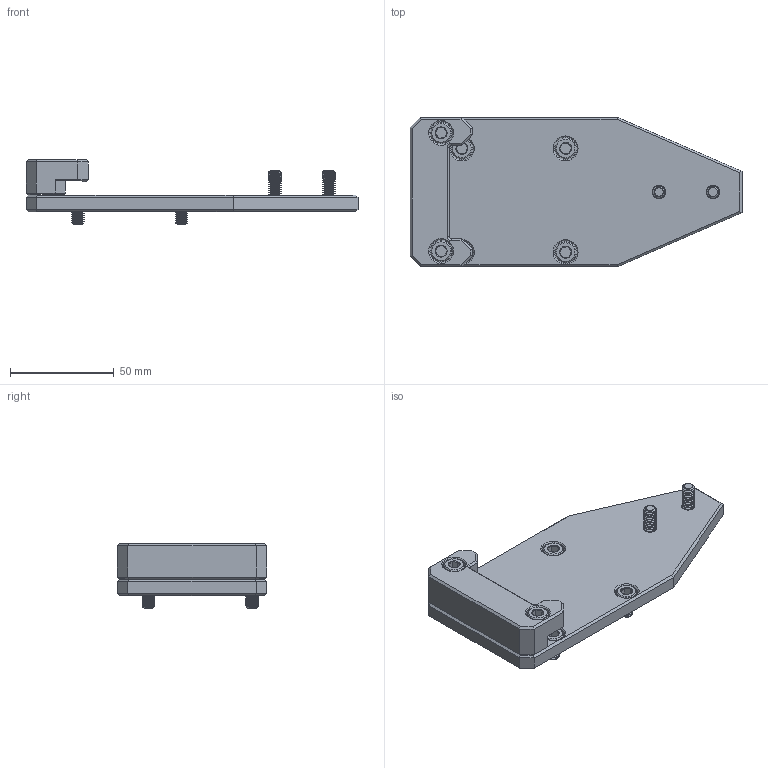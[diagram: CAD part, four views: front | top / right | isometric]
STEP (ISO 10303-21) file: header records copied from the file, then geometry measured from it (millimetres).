
FILE_DESCRIPTION (( 'STEP AP214' ), '1' );
FILE_NAME ('1225-11115 - Rev01 .step', '2019-07-15T14:09:51', ( '' ), ( '' ), 'SwSTEP 2.0', 'SolidWorks 2019', '' );
FILE_SCHEMA (( 'AUTOMOTIVE_DESIGN' ));
Length unit declared in the file: millimetre
Products named in the file (6): 1225-11107; 1225-11115 - Rev01 ; 1225-11116; 1225-11117; 1225-10971; 1225-10972
Assembly tree (10 placements, depth 2):
  1225-11115 - Rev01 
    1225-10971
    1225-10972
    1225-11116  x4
    1225-11107  x2
    1225-11117  x2
Bounding box: 160 x 72 x 31 mm (x, y, z)
Volume: 102753 mm3; surface area: 36705.3 mm2
Topology: 10 solids, 10 shells, 758 faces, 1960 edges, 1244 vertices
Faces by surface type: cylinder 446, plane 176, cone 120, bspline 16
Entity records: 16367 total; most frequent: CARTESIAN_POINT 7429, ORIENTED_EDGE 2018, DIRECTION 1609, EDGE_CURVE 1009, VERTEX_POINT 636, AXIS2_PLACEMENT_3D 562, VECTOR 485, LINE 485
